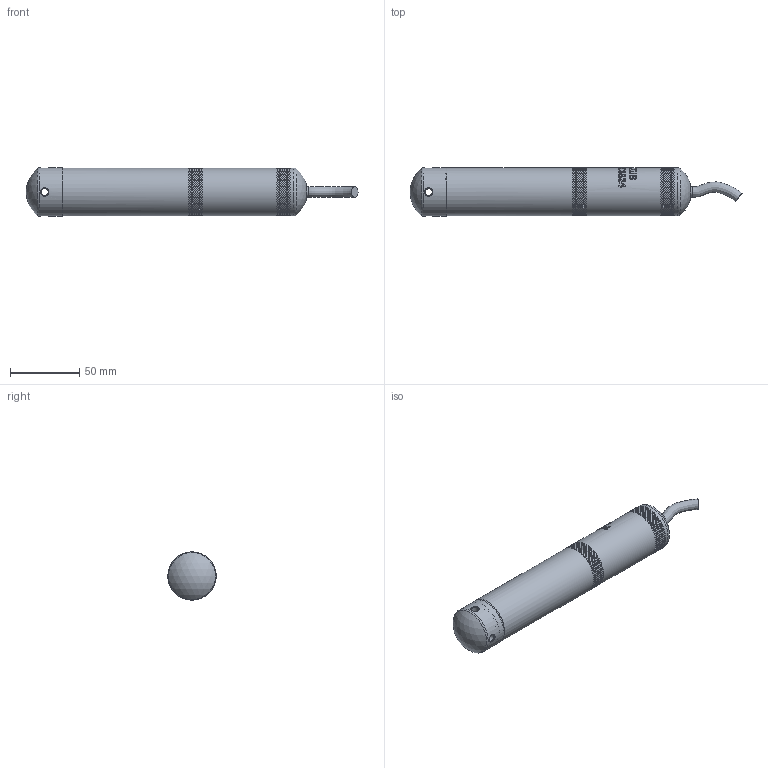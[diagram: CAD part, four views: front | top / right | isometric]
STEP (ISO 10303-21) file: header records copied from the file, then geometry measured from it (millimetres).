
FILE_DESCRIPTION(/* description */ (''),/* implementation_level */ '2;1');
FILE_NAME(/* name */ 'ALZ3824_standard.step',/* time_stamp */ '2021-07-26T17:30:59+03:00',/* author */ (''),/* organization */ (''),/* preprocessor_version */ 'ST-DEVELOPER v18.1',/* originating_system */ 'Autodesk Translation Framework v10.9.0.1377',/* authorisation */ '');
FILE_SCHEMA (('AUTOMOTIVE_DESIGN { 1 0 10303 214 3 1 1 }'));
Length unit declared in the file: millimetre
Products named in the file (3): АЛЗ 3822 (3824) - filled; ALZ; Cover
Assembly tree (2 placements, depth 2):
  АЛЗ 3822 (3824) - filled
    ALZ
    Cover
Bounding box: 239.27 x 34.74 x 34.7 mm (x, y, z)
Volume: 180438.5 mm3; surface area: 29230.5 mm2
Topology: 3 solids, 4 shells, 7517 faces, 15484 edges, 8001 vertices
Faces by surface type: bspline 5992, cylinder 1358, plane 148, torus 14, cone 3, sphere 2
Full cylindrical faces by diameter (mm): 7.6 x2, 18.5 x3, 33.25 x1, 33.5 x1, 33.65 x1, 33.7 x1, 34.5 x3, 34.7 x1
Entity records: 273309 total; most frequent: CARTESIAN_POINT 166601, ORIENTED_EDGE 30968, EDGE_CURVE 15484, B_SPLINE_CURVE_WITH_KNOTS 14639, VERTEX_POINT 8001, EDGE_LOOP 7553, FACE_OUTER_BOUND 7517, ADVANCED_FACE 7517
